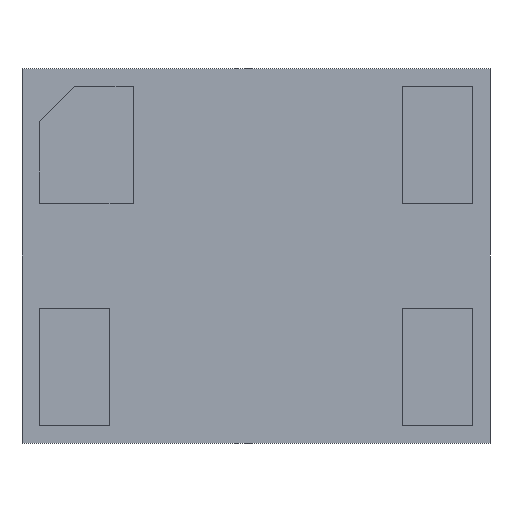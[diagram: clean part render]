
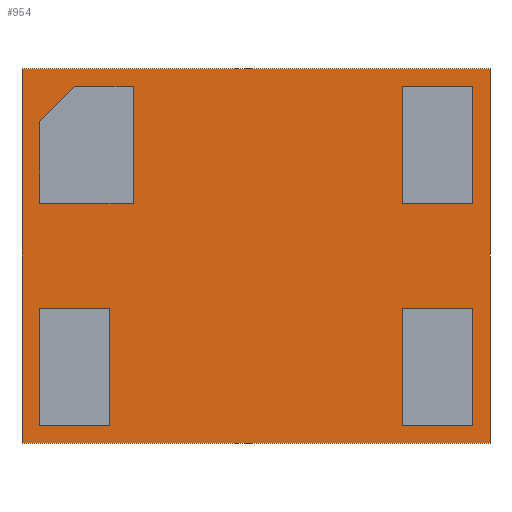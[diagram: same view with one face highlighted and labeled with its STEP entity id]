
A CAD part, front view. The second image highlights one B-rep face of the part: STEP entity #954.
In plain terms, the highlighted planar face has unit normal (0, -1, 0).
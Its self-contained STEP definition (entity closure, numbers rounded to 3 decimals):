
#954 = ADVANCED_FACE('',(#955,#989,#1031,#1065,#1099),#1133,.T.);
#955 = FACE_BOUND('',#956,.T.);
#956 = EDGE_LOOP('',(#957,#967,#975,#983));
#957 = ORIENTED_EDGE('',*,*,#958,.T.);
#958 = EDGE_CURVE('',#959,#961,#963,.T.);
#959 = VERTEX_POINT('',#960);
#960 = CARTESIAN_POINT('',(-1.,-0.2,-0.8));
#961 = VERTEX_POINT('',#962);
#962 = CARTESIAN_POINT('',(1.,-0.2,-0.8));
#963 = LINE('',#964,#965);
#964 = CARTESIAN_POINT('',(-1.,-0.2,-0.8));
#965 = VECTOR('',#966,1.);
#966 = DIRECTION('',(1.,0.,0.));
#967 = ORIENTED_EDGE('',*,*,#968,.T.);
#968 = EDGE_CURVE('',#961,#969,#971,.T.);
#969 = VERTEX_POINT('',#970);
#970 = CARTESIAN_POINT('',(1.,-0.2,0.8));
#971 = LINE('',#972,#973);
#972 = CARTESIAN_POINT('',(1.,-0.2,-0.8));
#973 = VECTOR('',#974,1.);
#974 = DIRECTION('',(0.,0.,1.));
#975 = ORIENTED_EDGE('',*,*,#976,.T.);
#976 = EDGE_CURVE('',#969,#977,#979,.T.);
#977 = VERTEX_POINT('',#978);
#978 = CARTESIAN_POINT('',(-1.,-0.2,0.8));
#979 = LINE('',#980,#981);
#980 = CARTESIAN_POINT('',(1.,-0.2,0.8));
#981 = VECTOR('',#982,1.);
#982 = DIRECTION('',(-1.,0.,0.));
#983 = ORIENTED_EDGE('',*,*,#984,.T.);
#984 = EDGE_CURVE('',#977,#959,#985,.T.);
#985 = LINE('',#986,#987);
#986 = CARTESIAN_POINT('',(-1.,-0.2,0.8));
#987 = VECTOR('',#988,1.);
#988 = DIRECTION('',(0.,-0.,-1.));
#989 = FACE_BOUND('',#990,.T.);
#990 = EDGE_LOOP('',(#991,#1001,#1009,#1017,#1025));
#991 = ORIENTED_EDGE('',*,*,#992,.F.);
#992 = EDGE_CURVE('',#993,#995,#997,.T.);
#993 = VERTEX_POINT('',#994);
#994 = CARTESIAN_POINT('',(-0.925,-0.2,0.225));
#995 = VERTEX_POINT('',#996);
#996 = CARTESIAN_POINT('',(-0.525,-0.2,0.225));
#997 = LINE('',#998,#999);
#998 = CARTESIAN_POINT('',(-0.925,-0.2,0.225));
#999 = VECTOR('',#1000,1.);
#1000 = DIRECTION('',(1.,0.,0.));
#1001 = ORIENTED_EDGE('',*,*,#1002,.F.);
#1002 = EDGE_CURVE('',#1003,#993,#1005,.T.);
#1003 = VERTEX_POINT('',#1004);
#1004 = CARTESIAN_POINT('',(-0.925,-0.2,0.575));
#1005 = LINE('',#1006,#1007);
#1006 = CARTESIAN_POINT('',(-0.925,-0.2,0.725));
#1007 = VECTOR('',#1008,1.);
#1008 = DIRECTION('',(0.,0.,-1.));
#1009 = ORIENTED_EDGE('',*,*,#1010,.T.);
#1010 = EDGE_CURVE('',#1003,#1011,#1013,.T.);
#1011 = VERTEX_POINT('',#1012);
#1012 = CARTESIAN_POINT('',(-0.775,-0.2,0.725));
#1013 = LINE('',#1014,#1015);
#1014 = CARTESIAN_POINT('',(-0.925,-0.2,0.575));
#1015 = VECTOR('',#1016,1.);
#1016 = DIRECTION('',(0.707,-0.,0.707));
#1017 = ORIENTED_EDGE('',*,*,#1018,.F.);
#1018 = EDGE_CURVE('',#1019,#1011,#1021,.T.);
#1019 = VERTEX_POINT('',#1020);
#1020 = CARTESIAN_POINT('',(-0.525,-0.2,0.725));
#1021 = LINE('',#1022,#1023);
#1022 = CARTESIAN_POINT('',(-0.925,-0.2,0.725));
#1023 = VECTOR('',#1024,1.);
#1024 = DIRECTION('',(-1.,-0.,0.));
#1025 = ORIENTED_EDGE('',*,*,#1026,.F.);
#1026 = EDGE_CURVE('',#995,#1019,#1027,.T.);
#1027 = LINE('',#1028,#1029);
#1028 = CARTESIAN_POINT('',(-0.525,-0.2,0.725));
#1029 = VECTOR('',#1030,1.);
#1030 = DIRECTION('',(0.,-0.,1.));
#1031 = FACE_BOUND('',#1032,.T.);
#1032 = EDGE_LOOP('',(#1033,#1043,#1051,#1059));
#1033 = ORIENTED_EDGE('',*,*,#1034,.F.);
#1034 = EDGE_CURVE('',#1035,#1037,#1039,.T.);
#1035 = VERTEX_POINT('',#1036);
#1036 = CARTESIAN_POINT('',(0.625,-0.2,0.225));
#1037 = VERTEX_POINT('',#1038);
#1038 = CARTESIAN_POINT('',(0.925,-0.2,0.225));
#1039 = LINE('',#1040,#1041);
#1040 = CARTESIAN_POINT('',(0.625,-0.2,0.225));
#1041 = VECTOR('',#1042,1.);
#1042 = DIRECTION('',(1.,0.,0.));
#1043 = ORIENTED_EDGE('',*,*,#1044,.F.);
#1044 = EDGE_CURVE('',#1045,#1035,#1047,.T.);
#1045 = VERTEX_POINT('',#1046);
#1046 = CARTESIAN_POINT('',(0.625,-0.2,0.725));
#1047 = LINE('',#1048,#1049);
#1048 = CARTESIAN_POINT('',(0.625,-0.2,0.725));
#1049 = VECTOR('',#1050,1.);
#1050 = DIRECTION('',(0.,0.,-1.));
#1051 = ORIENTED_EDGE('',*,*,#1052,.F.);
#1052 = EDGE_CURVE('',#1053,#1045,#1055,.T.);
#1053 = VERTEX_POINT('',#1054);
#1054 = CARTESIAN_POINT('',(0.925,-0.2,0.725));
#1055 = LINE('',#1056,#1057);
#1056 = CARTESIAN_POINT('',(0.625,-0.2,0.725));
#1057 = VECTOR('',#1058,1.);
#1058 = DIRECTION('',(-1.,-0.,0.));
#1059 = ORIENTED_EDGE('',*,*,#1060,.F.);
#1060 = EDGE_CURVE('',#1037,#1053,#1061,.T.);
#1061 = LINE('',#1062,#1063);
#1062 = CARTESIAN_POINT('',(0.925,-0.2,0.725));
#1063 = VECTOR('',#1064,1.);
#1064 = DIRECTION('',(0.,-0.,1.));
#1065 = FACE_BOUND('',#1066,.T.);
#1066 = EDGE_LOOP('',(#1067,#1077,#1085,#1093));
#1067 = ORIENTED_EDGE('',*,*,#1068,.F.);
#1068 = EDGE_CURVE('',#1069,#1071,#1073,.T.);
#1069 = VERTEX_POINT('',#1070);
#1070 = CARTESIAN_POINT('',(0.925,-0.2,-0.725));
#1071 = VERTEX_POINT('',#1072);
#1072 = CARTESIAN_POINT('',(0.925,-0.2,-0.225));
#1073 = LINE('',#1074,#1075);
#1074 = CARTESIAN_POINT('',(0.925,-0.2,-0.725));
#1075 = VECTOR('',#1076,1.);
#1076 = DIRECTION('',(0.,0.,1.));
#1077 = ORIENTED_EDGE('',*,*,#1078,.F.);
#1078 = EDGE_CURVE('',#1079,#1069,#1081,.T.);
#1079 = VERTEX_POINT('',#1080);
#1080 = CARTESIAN_POINT('',(0.625,-0.2,-0.725));
#1081 = LINE('',#1082,#1083);
#1082 = CARTESIAN_POINT('',(0.625,-0.2,-0.725));
#1083 = VECTOR('',#1084,1.);
#1084 = DIRECTION('',(1.,0.,0.));
#1085 = ORIENTED_EDGE('',*,*,#1086,.F.);
#1086 = EDGE_CURVE('',#1087,#1079,#1089,.T.);
#1087 = VERTEX_POINT('',#1088);
#1088 = CARTESIAN_POINT('',(0.625,-0.2,-0.225));
#1089 = LINE('',#1090,#1091);
#1090 = CARTESIAN_POINT('',(0.625,-0.2,-0.725));
#1091 = VECTOR('',#1092,1.);
#1092 = DIRECTION('',(-0.,-0.,-1.));
#1093 = ORIENTED_EDGE('',*,*,#1094,.F.);
#1094 = EDGE_CURVE('',#1071,#1087,#1095,.T.);
#1095 = LINE('',#1096,#1097);
#1096 = CARTESIAN_POINT('',(0.625,-0.2,-0.225));
#1097 = VECTOR('',#1098,1.);
#1098 = DIRECTION('',(-1.,-0.,0.));
#1099 = FACE_BOUND('',#1100,.T.);
#1100 = EDGE_LOOP('',(#1101,#1111,#1119,#1127));
#1101 = ORIENTED_EDGE('',*,*,#1102,.F.);
#1102 = EDGE_CURVE('',#1103,#1105,#1107,.T.);
#1103 = VERTEX_POINT('',#1104);
#1104 = CARTESIAN_POINT('',(-0.625,-0.2,-0.725));
#1105 = VERTEX_POINT('',#1106);
#1106 = CARTESIAN_POINT('',(-0.625,-0.2,-0.225));
#1107 = LINE('',#1108,#1109);
#1108 = CARTESIAN_POINT('',(-0.625,-0.2,-0.725));
#1109 = VECTOR('',#1110,1.);
#1110 = DIRECTION('',(0.,0.,1.));
#1111 = ORIENTED_EDGE('',*,*,#1112,.F.);
#1112 = EDGE_CURVE('',#1113,#1103,#1115,.T.);
#1113 = VERTEX_POINT('',#1114);
#1114 = CARTESIAN_POINT('',(-0.925,-0.2,-0.725));
#1115 = LINE('',#1116,#1117);
#1116 = CARTESIAN_POINT('',(-0.625,-0.2,-0.725));
#1117 = VECTOR('',#1118,1.);
#1118 = DIRECTION('',(1.,-0.,-0.));
#1119 = ORIENTED_EDGE('',*,*,#1120,.F.);
#1120 = EDGE_CURVE('',#1121,#1113,#1123,.T.);
#1121 = VERTEX_POINT('',#1122);
#1122 = CARTESIAN_POINT('',(-0.925,-0.2,-0.225));
#1123 = LINE('',#1124,#1125);
#1124 = CARTESIAN_POINT('',(-0.925,-0.2,-0.725));
#1125 = VECTOR('',#1126,1.);
#1126 = DIRECTION('',(-0.,-0.,-1.));
#1127 = ORIENTED_EDGE('',*,*,#1128,.F.);
#1128 = EDGE_CURVE('',#1105,#1121,#1129,.T.);
#1129 = LINE('',#1130,#1131);
#1130 = CARTESIAN_POINT('',(-0.625,-0.2,-0.225));
#1131 = VECTOR('',#1132,1.);
#1132 = DIRECTION('',(-1.,0.,0.));
#1133 = PLANE('',#1134);
#1134 = AXIS2_PLACEMENT_3D('',#1135,#1136,#1137);
#1135 = CARTESIAN_POINT('',(0.,-0.2,0.));
#1136 = DIRECTION('',(0.,-1.,0.));
#1137 = DIRECTION('',(0.,-0.,-1.));
